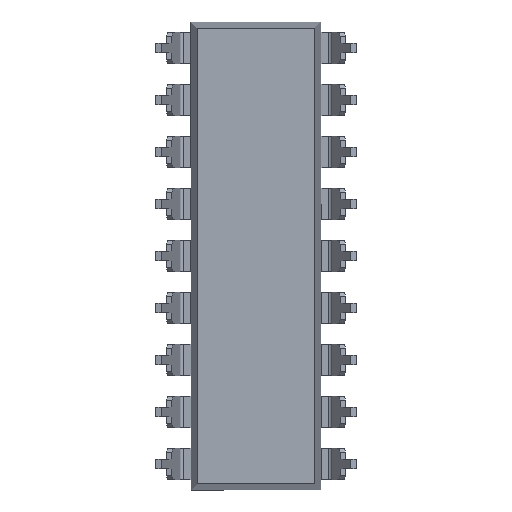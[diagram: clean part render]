
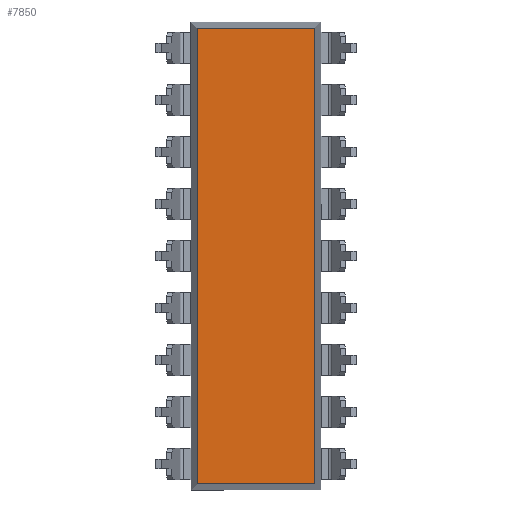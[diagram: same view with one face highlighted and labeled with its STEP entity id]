
A CAD part, front view. The second image highlights one B-rep face of the part: STEP entity #7850.
In plain terms, the highlighted planar face has unit normal (0, -1, 0).
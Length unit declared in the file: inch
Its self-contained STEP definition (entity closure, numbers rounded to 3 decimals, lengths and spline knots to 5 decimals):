
#74 = DIRECTION ( 'NONE',  ( 0., 0., -1. ) ) ;
#283 = EDGE_CURVE ( 'NONE', #9672, #7882, #2378, .T. ) ;
#766 = CARTESIAN_POINT ( 'NONE',  ( 0., 0.015, 0. ) ) ;
#974 = VERTEX_POINT ( 'NONE', #1748 ) ;
#1375 = AXIS2_PLACEMENT_3D ( 'NONE', #766, #5228, #5171 ) ;
#1459 = CARTESIAN_POINT ( 'NONE',  ( -0.11282, 0.015, 0. ) ) ;
#1748 = CARTESIAN_POINT ( 'NONE',  ( 0.11282, 0.015, -0.43782 ) ) ;
#2378 = LINE ( 'NONE', #8743, #9674 ) ;
#2496 = EDGE_CURVE ( 'NONE', #7882, #7683, #8334, .T. ) ;
#2577 = ORIENTED_EDGE ( 'NONE', *, *, #2496, .T. ) ;
#2691 = EDGE_CURVE ( 'NONE', #974, #9672, #9707, .T. ) ;
#2834 = DIRECTION ( 'NONE',  ( -1., 0., 0. ) ) ;
#2885 = CARTESIAN_POINT ( 'NONE',  ( -0.11282, 0.015, -0.43782 ) ) ;
#2938 = VECTOR ( 'NONE', #8887, 39.37008 ) ;
#3712 = PLANE ( 'NONE',  #1375 ) ;
#4034 = ORIENTED_EDGE ( 'NONE', *, *, #7916, .T. ) ;
#4472 = LINE ( 'NONE', #6820, #2938 ) ;
#5171 = DIRECTION ( 'NONE',  ( 1., 0., 0. ) ) ;
#5228 = DIRECTION ( 'NONE',  ( 0., -1., 0. ) ) ;
#5479 = ORIENTED_EDGE ( 'NONE', *, *, #2691, .T. ) ;
#5570 = CARTESIAN_POINT ( 'NONE',  ( 0.11282, 0.015, 0. ) ) ;
#5682 = ORIENTED_EDGE ( 'NONE', *, *, #283, .T. ) ;
#6103 = VECTOR ( 'NONE', #74, 39.37008 ) ;
#6820 = CARTESIAN_POINT ( 'NONE',  ( 0., 0.015, -0.43782 ) ) ;
#7284 = FACE_OUTER_BOUND ( 'NONE', #8367, .T. ) ;
#7576 = CARTESIAN_POINT ( 'NONE',  ( 0.11282, 0.015, 0.43782 ) ) ;
#7683 = VERTEX_POINT ( 'NONE', #2885 ) ;
#7850 = ADVANCED_FACE ( 'NONE', ( #7284 ), #3712, .T. ) ;
#7882 = VERTEX_POINT ( 'NONE', #8953 ) ;
#7916 = EDGE_CURVE ( 'NONE', #7683, #974, #4472, .T. ) ;
#8325 = VECTOR ( 'NONE', #9250, 39.37008 ) ;
#8334 = LINE ( 'NONE', #1459, #6103 ) ;
#8367 = EDGE_LOOP ( 'NONE', ( #2577, #4034, #5479, #5682 ) ) ;
#8743 = CARTESIAN_POINT ( 'NONE',  ( 0., 0.015, 0.43782 ) ) ;
#8887 = DIRECTION ( 'NONE',  ( 1., 0., 0. ) ) ;
#8953 = CARTESIAN_POINT ( 'NONE',  ( -0.11282, 0.015, 0.43782 ) ) ;
#9250 = DIRECTION ( 'NONE',  ( 0., 0., 1. ) ) ;
#9672 = VERTEX_POINT ( 'NONE', #7576 ) ;
#9674 = VECTOR ( 'NONE', #2834, 39.37008 ) ;
#9707 = LINE ( 'NONE', #5570, #8325 ) ;
